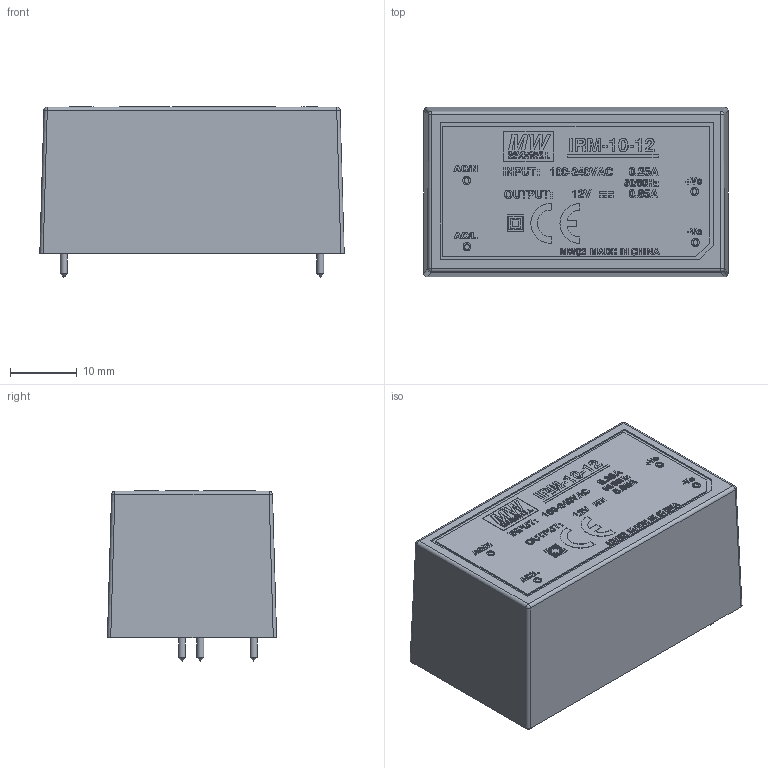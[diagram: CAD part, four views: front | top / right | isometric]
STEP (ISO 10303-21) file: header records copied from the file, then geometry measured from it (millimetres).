
FILE_DESCRIPTION(/* description */ ('','CAx-IF Rec.Pracs.---Representation and Presentation of Product Manufacturing Information (PMI)---4.0---2014-10-13'),/* implementation_level */ '2;1');
FILE_NAME(/* name */ 'IRM-10-5.step',/* time_stamp */ '2025-02-24T21:36:30-05:00',/* author */ (''),/* organization */ (''),/* preprocessor_version */ 'ST-DEVELOPER v20',/* originating_system */ 'Autodesk Translation Framework v13.20.0.188',/* authorisation */ '');
FILE_SCHEMA (('AP242_MANAGED_MODEL_BASED_3D_ENGINEERING_MIM_LF { 1 0 10303 442 1 1 4 }'));
Length unit declared in the file: inch
Products named in the file (2): IRM-10-5; IRM-10-5 v2
Assembly tree (1 placements, depth 2):
  IRM-10-5
    IRM-10-5 v2
Bounding box: 45.7 x 25.4 x 25.57 mm (x, y, z)
Volume: 24534.3 mm3; surface area: 5412.9 mm2
Topology: 15 solids, 15 shells, 1295 faces, 3389 edges, 2246 vertices
Faces by surface type: plane 854, bspline 408, cylinder 17, cone 12, sphere 4
Full cylindrical faces by diameter (mm): 1.04 x4
Entity records: 41004 total; most frequent: CARTESIAN_POINT 11723, ORIENTED_EDGE 6746, DIRECTION 4379, EDGE_CURVE 3373, LINE 2515, VECTOR 2515, VERTEX_POINT 2242, EDGE_LOOP 1431
